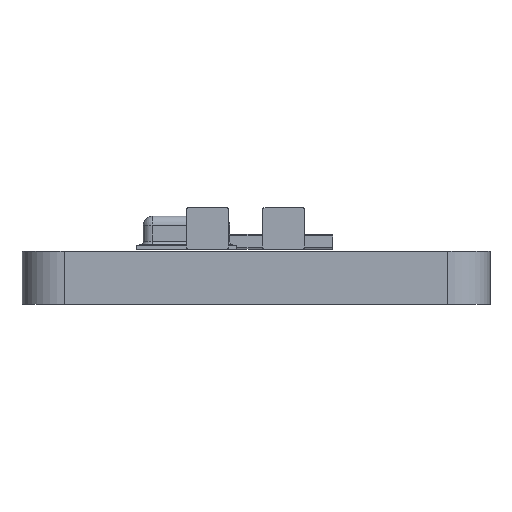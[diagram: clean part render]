
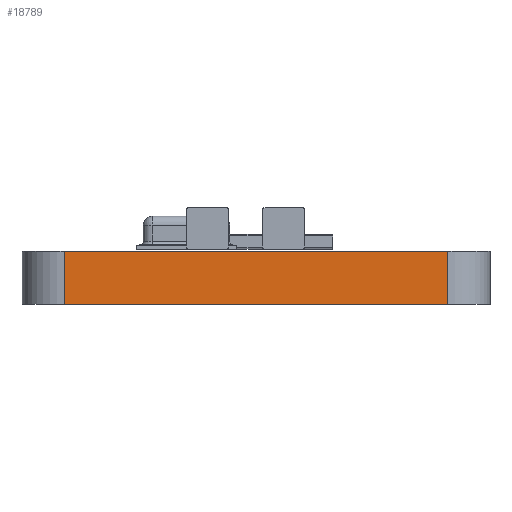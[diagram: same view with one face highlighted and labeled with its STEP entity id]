
A CAD part, left-side view. The second image highlights one B-rep face of the part: STEP entity #18789.
In plain terms, the highlighted planar face has unit normal (-1, 0, 0).
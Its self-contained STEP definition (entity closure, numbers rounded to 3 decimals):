
#17084 = PLANE('',#17085);
#17085 = AXIS2_PLACEMENT_3D('',#17086,#17087,#17088);
#17086 = CARTESIAN_POINT('',(147.32,-102.807,1.6));
#17087 = DIRECTION('',(0.,0.,1.));
#17088 = DIRECTION('',(1.,0.,0.));
#17139 = PLANE('',#17140);
#17140 = AXIS2_PLACEMENT_3D('',#17141,#17142,#17143);
#17141 = CARTESIAN_POINT('',(147.32,-102.807,0.));
#17142 = DIRECTION('',(0.,0.,1.));
#17143 = DIRECTION('',(1.,0.,0.));
#17614 = VERTEX_POINT('',#17615);
#17615 = CARTESIAN_POINT('',(140.335,-97.028,0.));
#17630 = CYLINDRICAL_SURFACE('',#17631,1.27);
#17631 = AXIS2_PLACEMENT_3D('',#17632,#17633,#17634);
#17632 = CARTESIAN_POINT('',(141.605,-97.028,0.));
#17633 = DIRECTION('',(0.,0.,-1.));
#17634 = DIRECTION('',(1.,0.,0.));
#17642 = EDGE_CURVE('',#17614,#17643,#17645,.T.);
#17643 = VERTEX_POINT('',#17644);
#17644 = CARTESIAN_POINT('',(140.335,-108.585,0.));
#17645 = SURFACE_CURVE('',#17646,(#17650,#17657),.PCURVE_S1.);
#17646 = LINE('',#17647,#17648);
#17647 = CARTESIAN_POINT('',(140.335,-97.028,0.));
#17648 = VECTOR('',#17649,1.);
#17649 = DIRECTION('',(0.,-1.,0.));
#17650 = PCURVE('',#17139,#17651);
#17651 = DEFINITIONAL_REPRESENTATION('',(#17652),#17656);
#17652 = LINE('',#17653,#17654);
#17653 = CARTESIAN_POINT('',(-6.985,5.779));
#17654 = VECTOR('',#17655,1.);
#17655 = DIRECTION('',(0.,-1.));
#17656 = ( GEOMETRIC_REPRESENTATION_CONTEXT(2) 
PARAMETRIC_REPRESENTATION_CONTEXT() REPRESENTATION_CONTEXT('2D SPACE',''
  ) );
#17657 = PCURVE('',#17658,#17663);
#17658 = PLANE('',#17659);
#17659 = AXIS2_PLACEMENT_3D('',#17660,#17661,#17662);
#17660 = CARTESIAN_POINT('',(140.335,-97.028,0.));
#17661 = DIRECTION('',(1.,0.,0.));
#17662 = DIRECTION('',(0.,-1.,0.));
#17663 = DEFINITIONAL_REPRESENTATION('',(#17664),#17668);
#17664 = LINE('',#17665,#17666);
#17665 = CARTESIAN_POINT('',(0.,0.));
#17666 = VECTOR('',#17667,1.);
#17667 = DIRECTION('',(1.,0.));
#17668 = ( GEOMETRIC_REPRESENTATION_CONTEXT(2) 
PARAMETRIC_REPRESENTATION_CONTEXT() REPRESENTATION_CONTEXT('2D SPACE',''
  ) );
#17687 = CYLINDRICAL_SURFACE('',#17688,1.27);
#17688 = AXIS2_PLACEMENT_3D('',#17689,#17690,#17691);
#17689 = CARTESIAN_POINT('',(141.605,-108.585,0.));
#17690 = DIRECTION('',(0.,0.,-1.));
#17691 = DIRECTION('',(1.,0.,0.));
#18234 = VERTEX_POINT('',#18235);
#18235 = CARTESIAN_POINT('',(140.335,-97.028,1.6));
#18257 = EDGE_CURVE('',#18234,#18258,#18260,.T.);
#18258 = VERTEX_POINT('',#18259);
#18259 = CARTESIAN_POINT('',(140.335,-108.585,1.6));
#18260 = SURFACE_CURVE('',#18261,(#18265,#18272),.PCURVE_S1.);
#18261 = LINE('',#18262,#18263);
#18262 = CARTESIAN_POINT('',(140.335,-97.028,1.6));
#18263 = VECTOR('',#18264,1.);
#18264 = DIRECTION('',(0.,-1.,0.));
#18265 = PCURVE('',#17084,#18266);
#18266 = DEFINITIONAL_REPRESENTATION('',(#18267),#18271);
#18267 = LINE('',#18268,#18269);
#18268 = CARTESIAN_POINT('',(-6.985,5.779));
#18269 = VECTOR('',#18270,1.);
#18270 = DIRECTION('',(0.,-1.));
#18271 = ( GEOMETRIC_REPRESENTATION_CONTEXT(2) 
PARAMETRIC_REPRESENTATION_CONTEXT() REPRESENTATION_CONTEXT('2D SPACE',''
  ) );
#18272 = PCURVE('',#17658,#18273);
#18273 = DEFINITIONAL_REPRESENTATION('',(#18274),#18278);
#18274 = LINE('',#18275,#18276);
#18275 = CARTESIAN_POINT('',(0.,-1.6));
#18276 = VECTOR('',#18277,1.);
#18277 = DIRECTION('',(1.,0.));
#18278 = ( GEOMETRIC_REPRESENTATION_CONTEXT(2) 
PARAMETRIC_REPRESENTATION_CONTEXT() REPRESENTATION_CONTEXT('2D SPACE',''
  ) );
#18766 = EDGE_CURVE('',#17643,#18258,#18767,.T.);
#18767 = SURFACE_CURVE('',#18768,(#18772,#18779),.PCURVE_S1.);
#18768 = LINE('',#18769,#18770);
#18769 = CARTESIAN_POINT('',(140.335,-108.585,0.));
#18770 = VECTOR('',#18771,1.);
#18771 = DIRECTION('',(0.,0.,1.));
#18772 = PCURVE('',#17687,#18773);
#18773 = DEFINITIONAL_REPRESENTATION('',(#18774),#18778);
#18774 = LINE('',#18775,#18776);
#18775 = CARTESIAN_POINT('',(-3.142,0.));
#18776 = VECTOR('',#18777,1.);
#18777 = DIRECTION('',(0.,-1.));
#18778 = ( GEOMETRIC_REPRESENTATION_CONTEXT(2) 
PARAMETRIC_REPRESENTATION_CONTEXT() REPRESENTATION_CONTEXT('2D SPACE',''
  ) );
#18779 = PCURVE('',#17658,#18780);
#18780 = DEFINITIONAL_REPRESENTATION('',(#18781),#18785);
#18781 = LINE('',#18782,#18783);
#18782 = CARTESIAN_POINT('',(11.557,0.));
#18783 = VECTOR('',#18784,1.);
#18784 = DIRECTION('',(0.,-1.));
#18785 = ( GEOMETRIC_REPRESENTATION_CONTEXT(2) 
PARAMETRIC_REPRESENTATION_CONTEXT() REPRESENTATION_CONTEXT('2D SPACE',''
  ) );
#18789 = ADVANCED_FACE('',(#18790),#17658,.F.);
#18790 = FACE_BOUND('',#18791,.F.);
#18791 = EDGE_LOOP('',(#18792,#18813,#18814,#18815));
#18792 = ORIENTED_EDGE('',*,*,#18793,.T.);
#18793 = EDGE_CURVE('',#17614,#18234,#18794,.T.);
#18794 = SURFACE_CURVE('',#18795,(#18799,#18806),.PCURVE_S1.);
#18795 = LINE('',#18796,#18797);
#18796 = CARTESIAN_POINT('',(140.335,-97.028,0.));
#18797 = VECTOR('',#18798,1.);
#18798 = DIRECTION('',(0.,0.,1.));
#18799 = PCURVE('',#17658,#18800);
#18800 = DEFINITIONAL_REPRESENTATION('',(#18801),#18805);
#18801 = LINE('',#18802,#18803);
#18802 = CARTESIAN_POINT('',(0.,0.));
#18803 = VECTOR('',#18804,1.);
#18804 = DIRECTION('',(0.,-1.));
#18805 = ( GEOMETRIC_REPRESENTATION_CONTEXT(2) 
PARAMETRIC_REPRESENTATION_CONTEXT() REPRESENTATION_CONTEXT('2D SPACE',''
  ) );
#18806 = PCURVE('',#17630,#18807);
#18807 = DEFINITIONAL_REPRESENTATION('',(#18808),#18812);
#18808 = LINE('',#18809,#18810);
#18809 = CARTESIAN_POINT('',(-3.142,0.));
#18810 = VECTOR('',#18811,1.);
#18811 = DIRECTION('',(0.,-1.));
#18812 = ( GEOMETRIC_REPRESENTATION_CONTEXT(2) 
PARAMETRIC_REPRESENTATION_CONTEXT() REPRESENTATION_CONTEXT('2D SPACE',''
  ) );
#18813 = ORIENTED_EDGE('',*,*,#18257,.T.);
#18814 = ORIENTED_EDGE('',*,*,#18766,.F.);
#18815 = ORIENTED_EDGE('',*,*,#17642,.F.);
